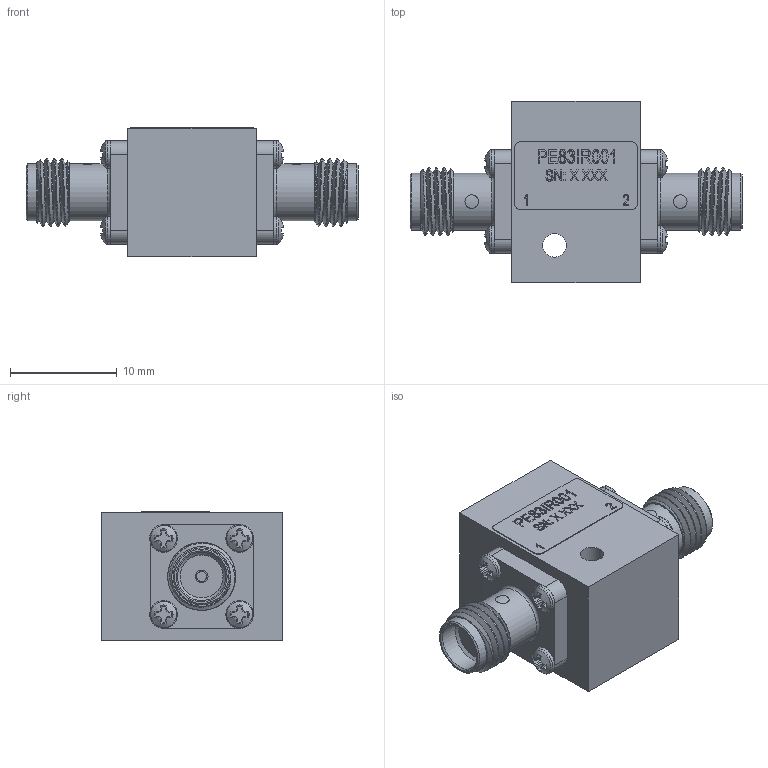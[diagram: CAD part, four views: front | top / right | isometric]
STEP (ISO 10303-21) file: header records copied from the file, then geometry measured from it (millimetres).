
FILE_DESCRIPTION (( 'STEP AP203' ), '1' );
FILE_NAME ('PE83IR001_3D.STEP', '2020-06-18T18:23:38', ( '' ), ( '' ), 'SwSTEP 2.0', 'SolidWorks 2018', '' );
FILE_SCHEMA (( 'CONFIG_CONTROL_DESIGN' ));
Length unit declared in the file: inch
Products named in the file (1): PE83IR001_3D
Bounding box: 31.05 x 17 x 12.08 mm (x, y, z)
Volume: 3008.3 mm3; surface area: 2472.9 mm2
Topology: 14 solids, 14 shells, 548 faces, 1419 edges, 945 vertices
Faces by surface type: plane 330, bspline 123, cylinder 51, cone 42, torus 2
Full cylindrical faces by diameter (mm): 0.94 x2, 1.016 x1, 1.092 x8, 1.194 x5, 1.27 x1, 2.21 x1, 2.591 x8, 4.521 x2, 5.08 x2, 5.334 x4
Entity records: 23685 total; most frequent: CARTESIAN_POINT 11492, ORIENTED_EDGE 2712, DIRECTION 1962, EDGE_CURVE 1356, VERTEX_POINT 932, VECTOR 750, LINE 750, EDGE_LOOP 672
